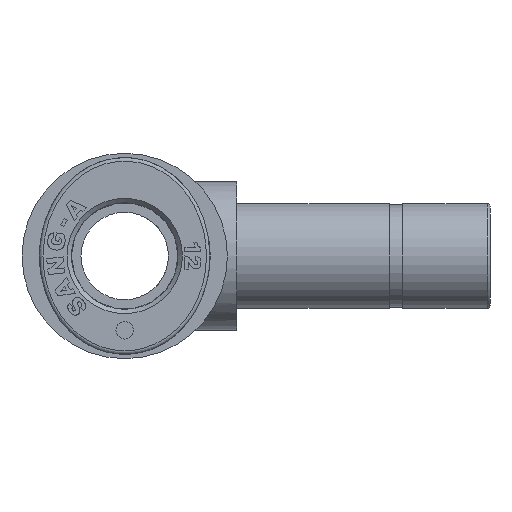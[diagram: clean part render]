
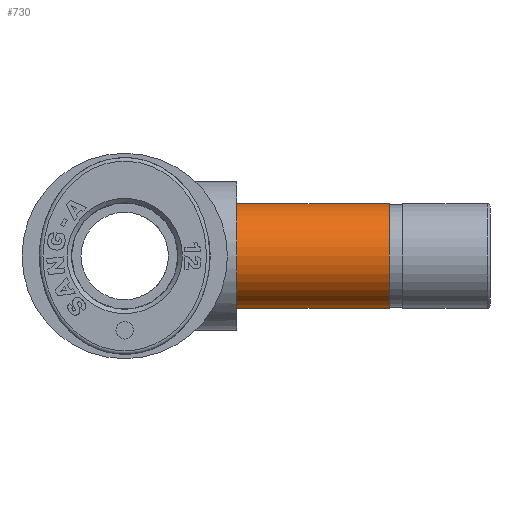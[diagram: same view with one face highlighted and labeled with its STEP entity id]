
A CAD part, left-side view. The second image highlights one B-rep face of the part: STEP entity #730.
In plain terms, the highlighted cylindrical face has radius 6 mm (diameter 12 mm), a full revolution.
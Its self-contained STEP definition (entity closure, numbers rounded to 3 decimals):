
#696=CARTESIAN_POINT('',(-6.,-30.3,0.0));
#697=VERTEX_POINT('',#696);
#698=CARTESIAN_POINT('',(0.,-30.3,0.0));
#699=DIRECTION('',(0.0,1.0,0.0));
#700=DIRECTION('',(-1.0,0.0,0.0));
#701=AXIS2_PLACEMENT_3D('',#698,#699,#700);
#702=CIRCLE('',#701,6.);
#703=EDGE_CURVE('',#697,#697,#702,.T.);
#711=CARTESIAN_POINT('',(0.,-27.3,0.0));
#712=DIRECTION('',(0.,1.0,0.0));
#713=DIRECTION('',(-1.0,0.0,0.0));
#714=AXIS2_PLACEMENT_3D('',#711,#712,#713);
#715=CYLINDRICAL_SURFACE('',#714,6.);
#716=CARTESIAN_POINT('',(-6.,-12.8,0.0));
#717=VERTEX_POINT('',#716);
#718=CARTESIAN_POINT('',(0.,-12.8,0.0));
#719=DIRECTION('',(0.0,1.0,0.0));
#720=DIRECTION('',(-1.0,0.0,0.0));
#721=AXIS2_PLACEMENT_3D('',#718,#719,#720);
#722=CIRCLE('',#721,6.);
#723=EDGE_CURVE('',#717,#717,#722,.T.);
#724=ORIENTED_EDGE('',*,*,#723,.F.);
#725=EDGE_LOOP('',(#724));
#726=FACE_OUTER_BOUND('',#725,.T.);
#727=ORIENTED_EDGE('',*,*,#703,.T.);
#728=EDGE_LOOP('',(#727));
#729=FACE_BOUND('',#728,.T.);
#730=ADVANCED_FACE('',(#726,#729),#715,.T.);
